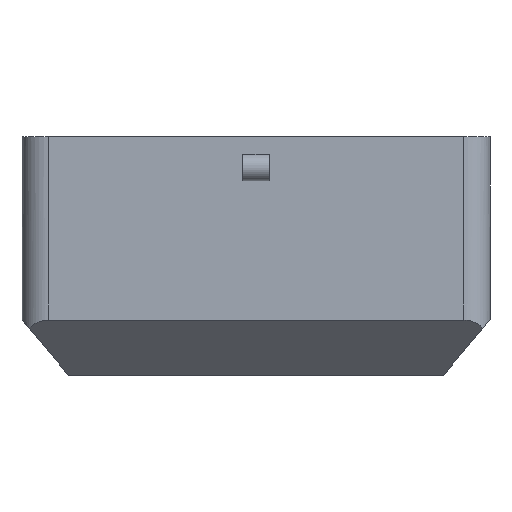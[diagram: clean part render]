
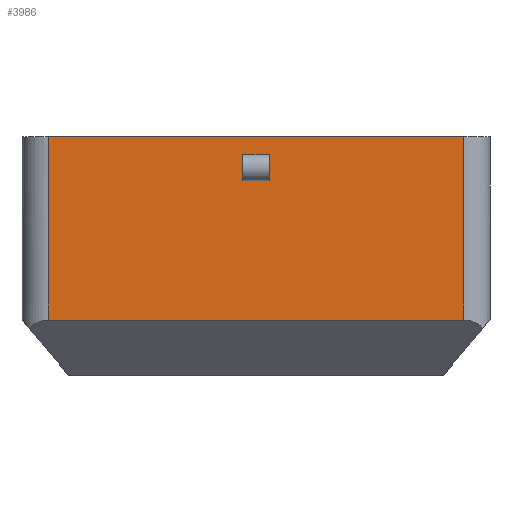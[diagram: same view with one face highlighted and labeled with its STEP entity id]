
A CAD part, left-side view. The second image highlights one B-rep face of the part: STEP entity #3986.
In plain terms, the highlighted planar face has unit normal (-1, 0, 0).
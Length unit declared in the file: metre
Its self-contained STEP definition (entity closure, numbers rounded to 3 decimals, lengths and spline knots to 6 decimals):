
#56=PLANE('',#4258);
#261=LINE('',#6020,#673);
#262=LINE('',#6023,#674);
#263=LINE('',#6025,#675);
#264=LINE('',#6027,#676);
#265=LINE('',#6028,#677);
#266=LINE('',#6031,#678);
#267=LINE('',#6033,#679);
#268=LINE('',#6035,#680);
#673=VECTOR('',#4822,1.);
#674=VECTOR('',#4823,1.);
#675=VECTOR('',#4824,1.);
#676=VECTOR('',#4825,1.);
#677=VECTOR('',#4826,1.);
#678=VECTOR('',#4827,1.);
#679=VECTOR('',#4828,1.);
#680=VECTOR('',#4829,1.);
#1167=ORIENTED_EDGE('',*,*,#2309,.T.);
#1168=ORIENTED_EDGE('',*,*,#2310,.F.);
#1169=ORIENTED_EDGE('',*,*,#2311,.T.);
#1170=ORIENTED_EDGE('',*,*,#2312,.T.);
#1171=ORIENTED_EDGE('',*,*,#2313,.F.);
#1172=ORIENTED_EDGE('',*,*,#2314,.F.);
#1173=ORIENTED_EDGE('',*,*,#2315,.T.);
#1174=ORIENTED_EDGE('',*,*,#2316,.T.);
#2309=EDGE_CURVE('',#2860,#2861,#261,.F.);
#2310=EDGE_CURVE('',#2862,#2861,#262,.T.);
#2311=EDGE_CURVE('',#2862,#2863,#263,.T.);
#2312=EDGE_CURVE('',#2863,#2860,#264,.F.);
#2313=EDGE_CURVE('',#2864,#2865,#265,.T.);
#2314=EDGE_CURVE('',#2866,#2864,#266,.T.);
#2315=EDGE_CURVE('',#2866,#2867,#267,.T.);
#2316=EDGE_CURVE('',#2867,#2865,#268,.T.);
#2860=VERTEX_POINT('',#6021);
#2861=VERTEX_POINT('',#6022);
#2862=VERTEX_POINT('',#6024);
#2863=VERTEX_POINT('',#6026);
#2864=VERTEX_POINT('',#6029);
#2865=VERTEX_POINT('',#6030);
#2866=VERTEX_POINT('',#6032);
#2867=VERTEX_POINT('',#6034);
#3364=EDGE_LOOP('',(#1167,#1168,#1169,#1170));
#3365=EDGE_LOOP('',(#1171,#1172,#1173,#1174));
#3634=FACE_BOUND('',#3364,.T.);
#3635=FACE_BOUND('',#3365,.T.);
#3986=ADVANCED_FACE('',(#3634,#3635),#56,.F.);
#4258=AXIS2_PLACEMENT_3D('',#6019,#4820,#4821);
#4820=DIRECTION('',(1.,0.,0.));
#4821=DIRECTION('',(0.,1.,0.));
#4822=DIRECTION('',(0.,0.,-1.));
#4823=DIRECTION('',(0.,-1.,0.));
#4824=DIRECTION('',(0.,0.,-1.));
#4825=DIRECTION('',(0.,1.,0.));
#4826=DIRECTION('',(0.,0.,-1.));
#4827=DIRECTION('',(0.,1.,0.));
#4828=DIRECTION('',(0.,0.,-1.));
#4829=DIRECTION('',(0.,1.,0.));
#6019=CARTESIAN_POINT('',(-0.035,0.,0.008));
#6020=CARTESIAN_POINT('',(-0.035,-0.047,0.008));
#6021=CARTESIAN_POINT('',(-0.035,-0.047,-0.0055));
#6022=CARTESIAN_POINT('',(-0.035,-0.047,0.036));
#6023=CARTESIAN_POINT('',(-0.035,0.,0.036));
#6024=CARTESIAN_POINT('',(-0.035,0.047,0.036));
#6025=CARTESIAN_POINT('',(-0.035,0.047,-0.0054));
#6026=CARTESIAN_POINT('',(-0.035,0.047,-0.0055));
#6027=CARTESIAN_POINT('',(-0.035,0.,-0.0055));
#6028=CARTESIAN_POINT('',(-0.035,0.003,0.029));
#6029=CARTESIAN_POINT('',(-0.035,0.003,0.032));
#6030=CARTESIAN_POINT('',(-0.035,0.003,0.026));
#6031=CARTESIAN_POINT('',(-0.035,-0.003,0.032));
#6032=CARTESIAN_POINT('',(-0.035,-0.003,0.032));
#6033=CARTESIAN_POINT('',(-0.035,-0.003,0.029));
#6034=CARTESIAN_POINT('',(-0.035,-0.003,0.026));
#6035=CARTESIAN_POINT('',(-0.035,-0.003,0.026));
